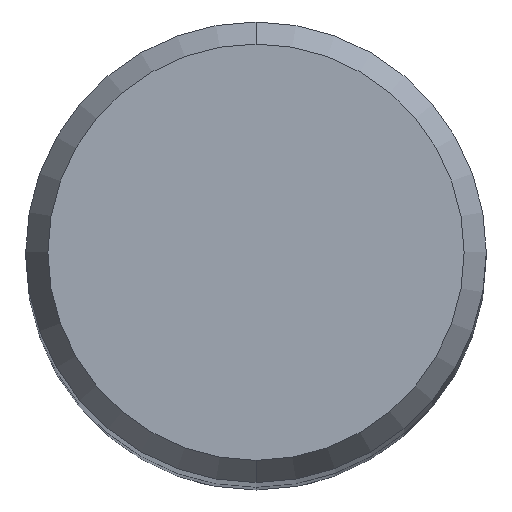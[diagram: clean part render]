
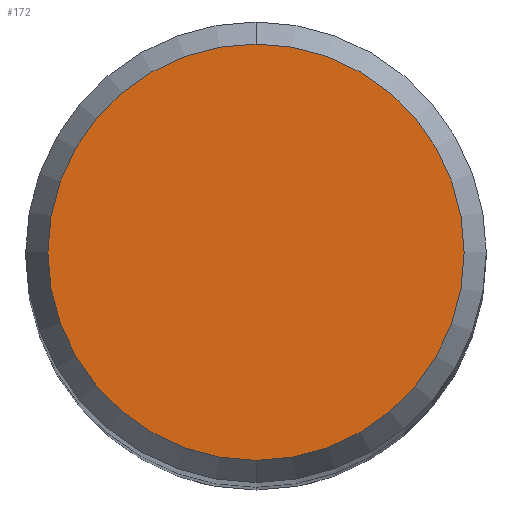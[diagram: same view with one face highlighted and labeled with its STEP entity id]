
A CAD part, top view. The second image highlights one B-rep face of the part: STEP entity #172.
In plain terms, the highlighted planar face has unit normal (0, 0, 1).
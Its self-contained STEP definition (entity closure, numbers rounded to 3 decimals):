
#110=VERTEX_POINT('',#256);
#170=EDGE_CURVE('',#110,#202,#323,.T.);
#172=ADVANCED_FACE('',(#325),#326,.T.);
#194=EDGE_CURVE('',#202,#110,#351,.T.);
#202=VERTEX_POINT('',#359);
#256=CARTESIAN_POINT('',(0.,-2.158,0.01));
#323=CIRCLE('',#493,2.158);
#325=FACE_OUTER_BOUND('',#495,.T.);
#326=PLANE('',#496);
#351=CIRCLE('',#532,2.158);
#359=CARTESIAN_POINT('',(0.0,2.158,0.01));
#493=AXIS2_PLACEMENT_3D('',#678,#679,#680);
#495=EDGE_LOOP('',(#682,#683));
#496=AXIS2_PLACEMENT_3D('',#684,#685,#686);
#532=AXIS2_PLACEMENT_3D('',#719,#720,#721);
#678=CARTESIAN_POINT('',(0.0,0.0,0.01));
#679=DIRECTION('',(0.0,0.0,-1.0));
#680=DIRECTION('',(0.0,1.0,0.0));
#682=ORIENTED_EDGE('',*,*,#194,.F.);
#683=ORIENTED_EDGE('',*,*,#170,.F.);
#684=CARTESIAN_POINT('',(0.0,1.079,0.01));
#685=DIRECTION('',(-0.0,0.0,1.0));
#686=DIRECTION('',(0.0,-1.0,0.0));
#719=CARTESIAN_POINT('',(0.0,0.0,0.01));
#720=DIRECTION('',(0.0,0.0,-1.0));
#721=DIRECTION('',(0.0,1.0,0.0));
